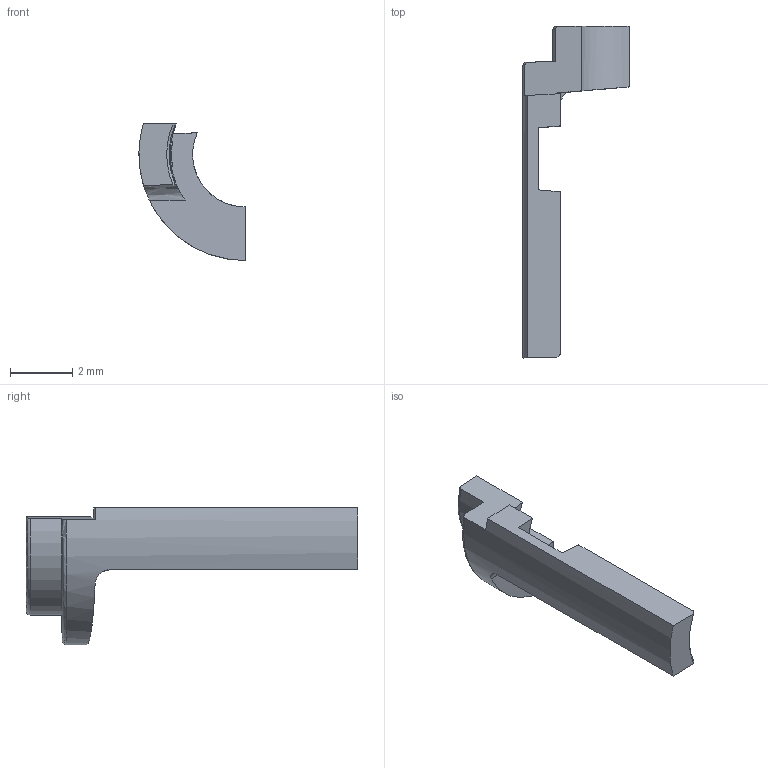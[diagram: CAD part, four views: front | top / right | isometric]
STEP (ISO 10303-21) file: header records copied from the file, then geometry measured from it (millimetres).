
FILE_DESCRIPTION (( 'STEP AP214' ), '1' );
FILE_NAME ('BuildUponsLEDBrickMetalV3.STEP', '2017-04-04T20:30:40', ( 'Jason' ), ( '' ), 'SwSTEP 2.0', 'SolidWorks 2013', '' );
FILE_SCHEMA (( 'AUTOMOTIVE_DESIGN' ));
Length unit declared in the file: inch
Products named in the file (1): BuildUponsLEDBrickMetalV3
Bounding box: 3.42 x 10.7 x 4.42 mm (x, y, z)
Volume: 26.1 mm3; surface area: 91 mm2
Topology: 1 solids, 1 shells, 41 faces, 114 edges, 76 vertices
Faces by surface type: bspline 16, plane 13, cylinder 6, torus 3, cone 3
Entity records: 1683 total; most frequent: CARTESIAN_POINT 755, ORIENTED_EDGE 228, DIRECTION 121, EDGE_CURVE 114, VERTEX_POINT 76, B_SPLINE_CURVE_WITH_KNOTS 51, EDGE_LOOP 42, AXIS2_PLACEMENT_3D 41
